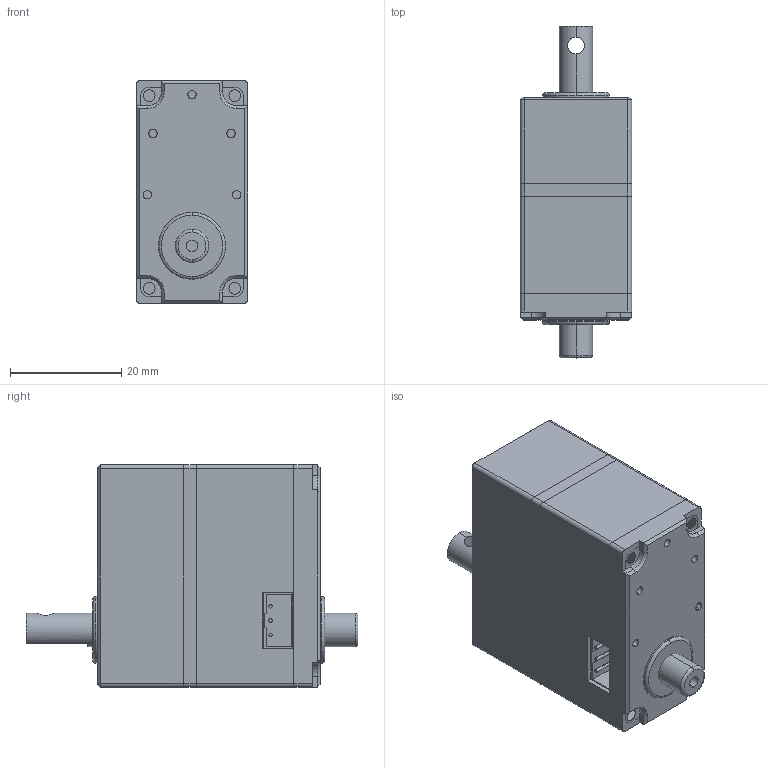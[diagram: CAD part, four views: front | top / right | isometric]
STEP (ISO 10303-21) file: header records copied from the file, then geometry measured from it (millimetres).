
FILE_DESCRIPTION (( 'STEP AP203' ), '1' );
FILE_NAME ('ｻｪﾜｰｾｩ 25-50kgﾋｫﾖ盡貊奣ｨDﾖ皀ｩ-3D.STEP', '2024-07-26T07:00:18', ( 'Windows ﾓﾃｻｧ' ), ( '' ), 'SwSTEP 2.0', 'SolidWorks 2021', '' );
FILE_SCHEMA (( 'CONFIG_CONTROL_DESIGN' ));
Length unit declared in the file: millimetre
Products named in the file (7): 442D狟裔ㄗ邧粣ㄘ; 3pin諉諳.step; 442D笢僇; 华馨京 25-50kg双轴舵机（D轴）-3D; 442D奻裔ㄗ邧粣ㄘ; D倰怀堤喘.step; 442D笢裔郪璃
Assembly tree (7 placements, depth 2):
  华馨京 25-50kg双轴舵机（D轴）-3D
    442D狟裔ㄗ邧粣ㄘ
    442D笢僇
    442D笢裔郪璃
    442D奻裔ㄗ邧粣ㄘ
    D倰怀堤喘.step
    3pin諉諳.step  x2
Bounding box: 20 x 59.6 x 40 mm (x, y, z)
Volume: 8743.9 mm3; surface area: 15094.7 mm2
Topology: 13 solids, 13 shells, 296 faces, 734 edges, 472 vertices
Faces by surface type: plane 150, cylinder 127, torus 11, cone 8
Entity records: 9295 total; most frequent: CARTESIAN_POINT 1861, DIRECTION 1438, ORIENTED_EDGE 1360, EDGE_CURVE 680, AXIS2_PLACEMENT_3D 523, VERTEX_POINT 436, VECTOR 392, LINE 392
